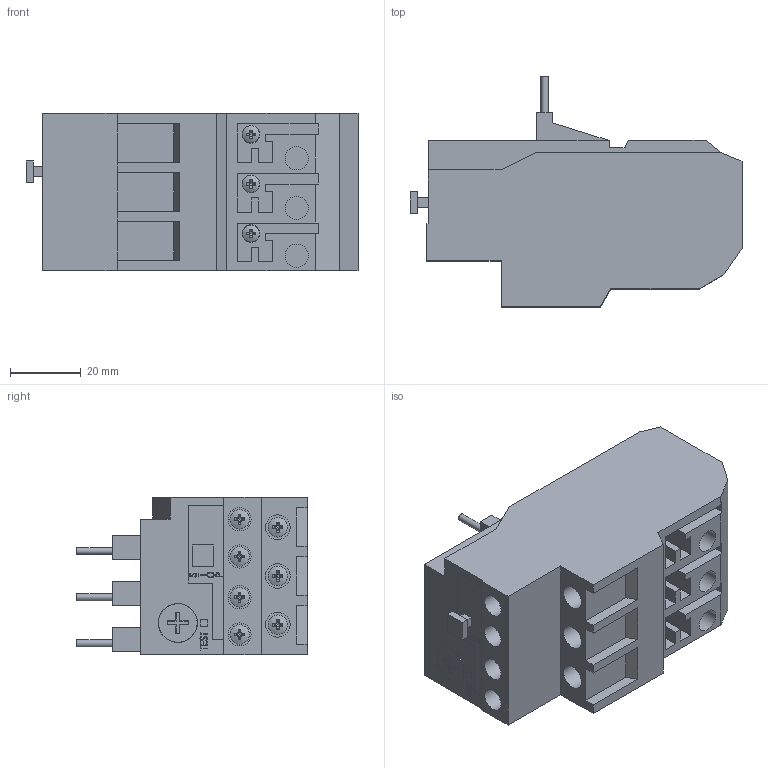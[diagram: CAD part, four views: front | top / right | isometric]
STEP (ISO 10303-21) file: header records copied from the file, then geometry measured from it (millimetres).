
FILE_DESCRIPTION(('STEP AP242'), '1');
FILE_NAME('JLR2-D1305', '', ('UNSPECIFIED'), ('UNSPECIFIED'), 'C3D Converter', 'C3D Toolkit', '');
FILE_SCHEMA(('AP242_MANAGED_MODEL_BASED_3D_ENGINEERING_MIM_LF { 1 0 10303 442 1 1 4 }'));
Length unit declared in the file: millimetre
Products named in the file (1): Реле тепловой перегрузки PROMPOWER
Bounding box: 93.7 x 65 x 44.5 mm (x, y, z)
Volume: 148709 mm3; surface area: 26098.7 mm2
Topology: 1 solids, 8 shells, 728 faces, 1816 edges, 1158 vertices
Faces by surface type: plane 487, cone 78, cylinder 71, bspline 47, extrusion 30, sphere 10, torus 5
Full cylindrical faces by diameter (mm): 2 x10, 5 x3, 5.5 x7, 6.5 x7, 7 x3, 11 x1
Entity records: 34450 total; most frequent: CARTESIAN_POINT 12089, ORIENTED_EDGE 3516, DIRECTION 3133, EDGE_CURVE 1758, VERTEX_POINT 1146, AXIS2_PLACEMENT_3D 1062, VECTOR 1009, LINE 979
